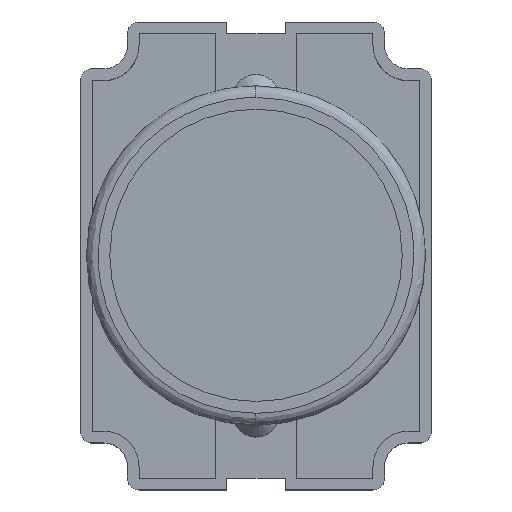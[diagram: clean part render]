
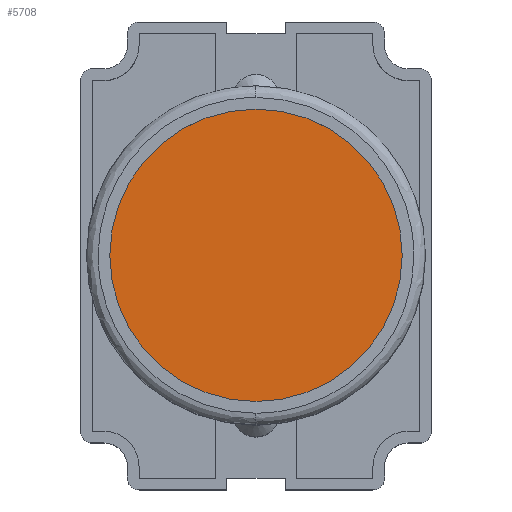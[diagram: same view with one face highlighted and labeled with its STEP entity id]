
A CAD part, top view. The second image highlights one B-rep face of the part: STEP entity #5708.
In plain terms, the highlighted planar face has unit normal (0, 0, 1).
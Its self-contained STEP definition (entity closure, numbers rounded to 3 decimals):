
#208 = DIRECTION ( 'NONE',  ( 0., 0., -1. ) ) ;
#865 = CARTESIAN_POINT ( 'NONE',  ( 0., 0., 26.6 ) ) ;
#1664 = CARTESIAN_POINT ( 'NONE',  ( 0., -12.7, 26.6 ) ) ;
#2238 = EDGE_LOOP ( 'NONE', ( #3693, #6598 ) ) ;
#2421 = AXIS2_PLACEMENT_3D ( 'NONE', #6906, #8226, #4224 ) ;
#2499 = CIRCLE ( 'NONE', #2421, 12.7 ) ;
#3693 = ORIENTED_EDGE ( 'NONE', *, *, #8496, .F. ) ;
#4224 = DIRECTION ( 'NONE',  ( 0., -1., 0. ) ) ;
#4471 = AXIS2_PLACEMENT_3D ( 'NONE', #865, #208, #6629 ) ;
#4563 = EDGE_CURVE ( 'NONE', #6347, #7534, #2499, .T. ) ;
#5125 = CARTESIAN_POINT ( 'NONE',  ( 0., 12.7, 26.6 ) ) ;
#5708 = ADVANCED_FACE ( 'NONE', ( #7712 ), #7526, .F. ) ;
#6194 = DIRECTION ( 'NONE',  ( 0., 1., 0. ) ) ;
#6347 = VERTEX_POINT ( 'NONE', #5125 ) ;
#6598 = ORIENTED_EDGE ( 'NONE', *, *, #4563, .F. ) ;
#6629 = DIRECTION ( 'NONE',  ( 0., -1., 0. ) ) ;
#6867 = DIRECTION ( 'NONE',  ( 0., 0., -1. ) ) ;
#6906 = CARTESIAN_POINT ( 'NONE',  ( 0., 0., 26.6 ) ) ;
#7472 = CARTESIAN_POINT ( 'NONE',  ( 0., 0., 26.6 ) ) ;
#7526 = PLANE ( 'NONE',  #7565 ) ;
#7534 = VERTEX_POINT ( 'NONE', #1664 ) ;
#7565 = AXIS2_PLACEMENT_3D ( 'NONE', #7472, #6867, #6194 ) ;
#7712 = FACE_OUTER_BOUND ( 'NONE', #2238, .T. ) ;
#7972 = CIRCLE ( 'NONE', #4471, 12.7 ) ;
#8226 = DIRECTION ( 'NONE',  ( 0., 0., -1. ) ) ;
#8496 = EDGE_CURVE ( 'NONE', #7534, #6347, #7972, .T. ) ;
